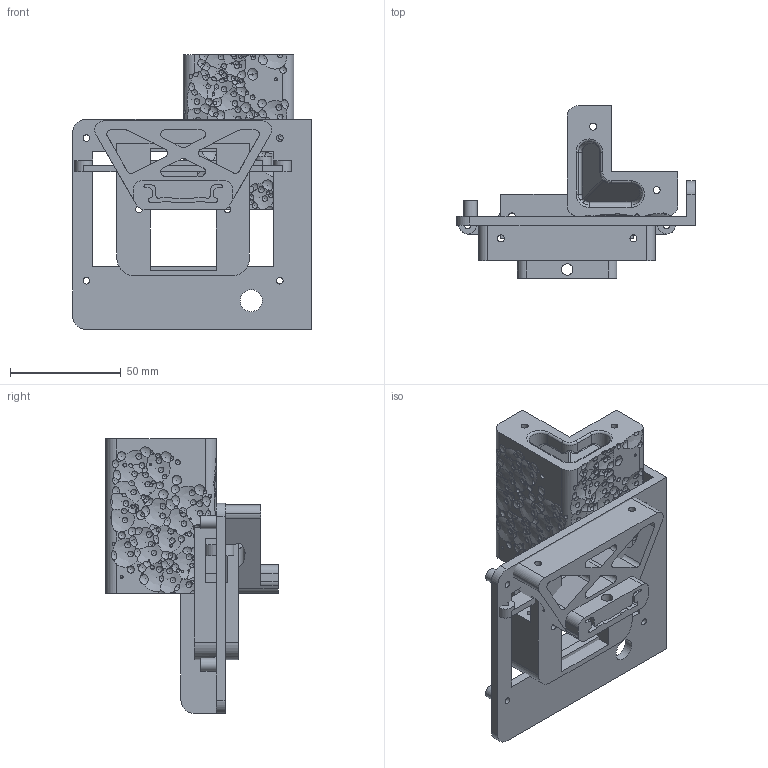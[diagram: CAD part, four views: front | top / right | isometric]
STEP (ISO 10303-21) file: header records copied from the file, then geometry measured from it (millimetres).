
FILE_DESCRIPTION(/* description */ ('STEP AP242','CAx-IF Rec.Pracs.---Representation and Presentation of Product Manufacturing Information (PMI)---4.0---2014-10-13','CAx-IF Rec.Pracs.---3D Tessellated Geometry---0.4---2014-09-14','2;1'),/* implementation_level */ '2;1');
FILE_NAME(/* name */ '683642ffe4afb246b980a36e',/* time_stamp */ '2025-05-27T22:56:00Z',/* author */ (''),/* organization */ (''),/* preprocessor_version */ 'ST-DEVELOPER v20',/* originating_system */ 'ONSHAPE BY PTC INC, 1.198',/* authorisation */ ' ');
FILE_SCHEMA (('AP242_MANAGED_MODEL_BASED_3D_ENGINEERING_MIM_LF { 1 0 10303 442 1 1 4 }'));
Length unit declared in the file: metre
Products named in the file (8): DIN rail drop; DIN rail clip - generic; DIN rail clip - Octopus pro; base standoff; DIN rail clip - RPI4; 128x64 display mount; PSU switch mount; DIN rail clip -  LRS200 LRS350
Bounding box: 108 x 78 x 124.25 mm (x, y, z)
Volume: 158002.1 mm3; surface area: 83922.7 mm2
Topology: 8 solids, 8 shells, 967 faces, 3497 edges, 2345 vertices
Faces by surface type: plane 394, sphere 351, cylinder 172, bspline 40, torus 9, cone 1
Full cylindrical faces by diameter (mm): 3 x6, 3.15 x12, 4 x1, 4.2 x2, 4.7 x2, 5.2 x4, 6 x10, 8 x4, 9 x1, 10 x1
Entity records: 31631 total; most frequent: CARTESIAN_POINT 6413, DIRECTION 5553, ORIENTED_EDGE 5052, EDGE_CURVE 2526, AXIS2_PLACEMENT_3D 2221, VERTEX_POINT 1725, CIRCLE 1258, EDGE_LOOP 1189
